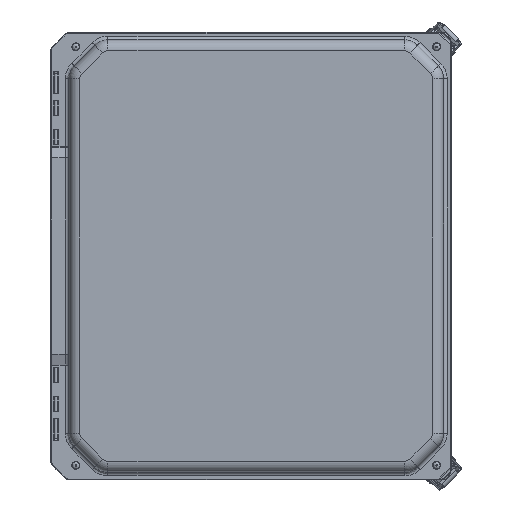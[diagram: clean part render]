
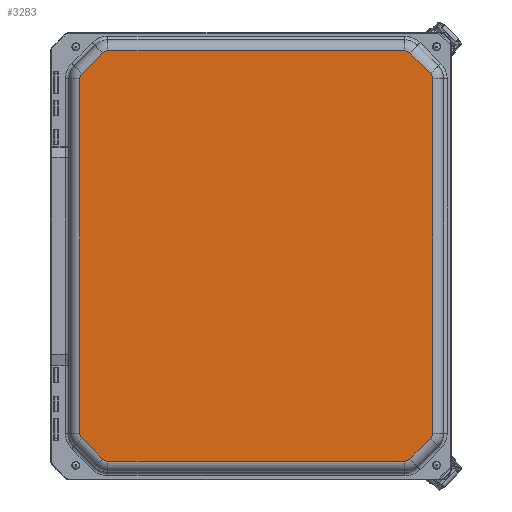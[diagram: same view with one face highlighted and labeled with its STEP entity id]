
A CAD part, top view. The second image highlights one B-rep face of the part: STEP entity #3283.
In plain terms, the highlighted planar face has unit normal (0, 0, 1).
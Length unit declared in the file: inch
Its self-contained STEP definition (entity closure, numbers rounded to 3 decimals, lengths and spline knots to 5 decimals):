
#4 = AXIS2_PLACEMENT_3D ( 'NONE', #94653, #115349, #63279 ) ;
#426 = CARTESIAN_POINT ( 'NONE',  ( -5.13406, 6.8515, 8.343 ) ) ;
#593 = ORIENTED_EDGE ( 'NONE', *, *, #1874, .T. ) ;
#1874 = EDGE_CURVE ( 'NONE', #3485, #117131, #79134, .T. ) ;
#2384 = VECTOR ( 'NONE', #58052, 39.37008 ) ;
#2682 = CARTESIAN_POINT ( 'NONE',  ( 0., 0., 8.343 ) ) ;
#2909 = DIRECTION ( 'NONE',  ( 0., 0., 1. ) ) ;
#3283 = ADVANCED_FACE ( 'NONE', ( #106459 ), #113820, .T. ) ;
#3485 = VERTEX_POINT ( 'NONE', #46179 ) ;
#3704 = DIRECTION ( 'NONE',  ( -1., 0., 0. ) ) ;
#4316 = CIRCLE ( 'NONE', #78884, 0.25386 ) ;
#4661 = CARTESIAN_POINT ( 'NONE',  ( 5.13406, -7.10536, 8.343 ) ) ;
#5406 = CARTESIAN_POINT ( 'NONE',  ( 6.03, 6.31456, 8.343 ) ) ;
#9874 = CARTESIAN_POINT ( 'NONE',  ( 5.13406, -6.8515, 8.343 ) ) ;
#10003 = DIRECTION ( 'NONE',  ( 0., 0., 1. ) ) ;
#11238 = ORIENTED_EDGE ( 'NONE', *, *, #81549, .T. ) ;
#13361 = EDGE_CURVE ( 'NONE', #83703, #66502, #111458, .T. ) ;
#13819 = CARTESIAN_POINT ( 'NONE',  ( -5.8505, -6.13506, 8.343 ) ) ;
#15136 = EDGE_CURVE ( 'NONE', #99590, #65455, #113660, .T. ) ;
#15810 = DIRECTION ( 'NONE',  ( -0.707, 0.707, 0. ) ) ;
#16424 = VERTEX_POINT ( 'NONE', #123628 ) ;
#17205 = CARTESIAN_POINT ( 'NONE',  ( -6.10436, 0., 8.343 ) ) ;
#17711 = EDGE_CURVE ( 'NONE', #50220, #60767, #4316, .T. ) ;
#18406 = VERTEX_POINT ( 'NONE', #109099 ) ;
#18567 = LINE ( 'NONE', #70222, #98127 ) ;
#22296 = LINE ( 'NONE', #98645, #129239 ) ;
#23810 = DIRECTION ( 'NONE',  ( -0.707, -0.707, 0. ) ) ;
#23931 = AXIS2_PLACEMENT_3D ( 'NONE', #9874, #62049, #71610 ) ;
#23958 = DIRECTION ( 'NONE',  ( 0., 0., 1. ) ) ;
#24087 = CARTESIAN_POINT ( 'NONE',  ( 0., 7.10536, 8.343 ) ) ;
#26437 = VECTOR ( 'NONE', #53520, 39.37008 ) ;
#27136 = CARTESIAN_POINT ( 'NONE',  ( 5.8505, -6.13506, 8.343 ) ) ;
#27399 = AXIS2_PLACEMENT_3D ( 'NONE', #116450, #126858, #64861 ) ;
#27795 = ORIENTED_EDGE ( 'NONE', *, *, #28332, .T. ) ;
#28331 = EDGE_LOOP ( 'NONE', ( #87980, #83556, #58083, #38080, #121754, #11238, #66778, #88927, #111113, #60135, #102685, #134232, #37729, #40733, #593, #27795 ) ) ;
#28332 = EDGE_CURVE ( 'NONE', #117131, #50220, #86792, .T. ) ;
#28579 = EDGE_CURVE ( 'NONE', #65455, #127182, #59133, .T. ) ;
#29713 = VERTEX_POINT ( 'NONE', #4661 ) ;
#29895 = VECTOR ( 'NONE', #23810, 39.37008 ) ;
#31264 = CARTESIAN_POINT ( 'NONE',  ( 5.13406, 7.10536, 8.343 ) ) ;
#31488 = CARTESIAN_POINT ( 'NONE',  ( -6.10436, -6.13506, 8.343 ) ) ;
#35682 = DIRECTION ( 'NONE',  ( 0., -1., 0. ) ) ;
#37729 = ORIENTED_EDGE ( 'NONE', *, *, #28579, .T. ) ;
#38080 = ORIENTED_EDGE ( 'NONE', *, *, #96678, .T. ) ;
#40733 = ORIENTED_EDGE ( 'NONE', *, *, #90156, .T. ) ;
#42498 = CIRCLE ( 'NONE', #57694, 0.25386 ) ;
#44300 = DIRECTION ( 'NONE',  ( 0., -1., 0. ) ) ;
#46179 = CARTESIAN_POINT ( 'NONE',  ( -6.03, 6.31456, 8.343 ) ) ;
#47251 = CARTESIAN_POINT ( 'NONE',  ( -6.10436, 6.13506, 8.343 ) ) ;
#50220 = VERTEX_POINT ( 'NONE', #31488 ) ;
#50856 = LINE ( 'NONE', #5406, #118899 ) ;
#51088 = AXIS2_PLACEMENT_3D ( 'NONE', #27136, #104207, #44300 ) ;
#51985 = CIRCLE ( 'NONE', #23931, 0.25386 ) ;
#53520 = DIRECTION ( 'NONE',  ( 1., 0., 0. ) ) ;
#55260 = CARTESIAN_POINT ( 'NONE',  ( -5.13406, -6.8515, 8.343 ) ) ;
#57694 = AXIS2_PLACEMENT_3D ( 'NONE', #102535, #10003, #113351 ) ;
#58052 = DIRECTION ( 'NONE',  ( 0., -1., 0. ) ) ;
#58083 = ORIENTED_EDGE ( 'NONE', *, *, #59006, .T. ) ;
#58827 = EDGE_CURVE ( 'NONE', #69497, #62803, #50856, .T. ) ;
#59006 = EDGE_CURVE ( 'NONE', #69721, #92198, #99385, .T. ) ;
#59133 = CIRCLE ( 'NONE', #75366, 0.25386 ) ;
#60135 = ORIENTED_EDGE ( 'NONE', *, *, #58827, .T. ) ;
#60767 = VERTEX_POINT ( 'NONE', #122277 ) ;
#61739 = LINE ( 'NONE', #115831, #29895 ) ;
#62049 = DIRECTION ( 'NONE',  ( 0., 0., 1. ) ) ;
#62416 = EDGE_CURVE ( 'NONE', #60767, #69721, #109722, .T. ) ;
#62803 = VERTEX_POINT ( 'NONE', #119758 ) ;
#63279 = DIRECTION ( 'NONE',  ( 1., 0., 0. ) ) ;
#64335 = CARTESIAN_POINT ( 'NONE',  ( 0., -7.10536, 8.343 ) ) ;
#64861 = DIRECTION ( 'NONE',  ( 0., -1., 0. ) ) ;
#65209 = EDGE_CURVE ( 'NONE', #62803, #99590, #108864, .T. ) ;
#65455 = VERTEX_POINT ( 'NONE', #94299 ) ;
#66007 = DIRECTION ( 'NONE',  ( 0., 1., 0. ) ) ;
#66502 = VERTEX_POINT ( 'NONE', #79625 ) ;
#66778 = ORIENTED_EDGE ( 'NONE', *, *, #13361, .T. ) ;
#69497 = VERTEX_POINT ( 'NONE', #119954 ) ;
#69721 = VERTEX_POINT ( 'NONE', #73770 ) ;
#70222 = CARTESIAN_POINT ( 'NONE',  ( 5.31356, -7.031, 8.343 ) ) ;
#71466 = DIRECTION ( 'NONE',  ( 0.707, -0.707, 0. ) ) ;
#71610 = DIRECTION ( 'NONE',  ( 0., -1., 0. ) ) ;
#73770 = CARTESIAN_POINT ( 'NONE',  ( -5.31356, -7.031, 8.343 ) ) ;
#73993 = VECTOR ( 'NONE', #71466, 39.37008 ) ;
#75067 = DIRECTION ( 'NONE',  ( 1., 0., 0. ) ) ;
#75366 = AXIS2_PLACEMENT_3D ( 'NONE', #426, #94328, #124064 ) ;
#78884 = AXIS2_PLACEMENT_3D ( 'NONE', #13819, #2909, #75067 ) ;
#79134 = CIRCLE ( 'NONE', #4, 0.25386 ) ;
#79625 = CARTESIAN_POINT ( 'NONE',  ( 6.10436, -6.13506, 8.343 ) ) ;
#81234 = VECTOR ( 'NONE', #3704, 39.37008 ) ;
#81549 = EDGE_CURVE ( 'NONE', #18406, #83703, #18567, .T. ) ;
#83556 = ORIENTED_EDGE ( 'NONE', *, *, #62416, .T. ) ;
#83703 = VERTEX_POINT ( 'NONE', #96890 ) ;
#84431 = DIRECTION ( 'NONE',  ( 1., 0., 0. ) ) ;
#84480 = AXIS2_PLACEMENT_3D ( 'NONE', #2682, #23958, #84431 ) ;
#86792 = LINE ( 'NONE', #17205, #2384 ) ;
#87980 = ORIENTED_EDGE ( 'NONE', *, *, #17711, .T. ) ;
#88927 = ORIENTED_EDGE ( 'NONE', *, *, #90282, .T. ) ;
#90156 = EDGE_CURVE ( 'NONE', #127182, #3485, #61739, .T. ) ;
#90211 = CARTESIAN_POINT ( 'NONE',  ( -5.13406, -7.10536, 8.343 ) ) ;
#90282 = EDGE_CURVE ( 'NONE', #66502, #16424, #22296, .T. ) ;
#92198 = VERTEX_POINT ( 'NONE', #90211 ) ;
#94299 = CARTESIAN_POINT ( 'NONE',  ( -5.13406, 7.10536, 8.343 ) ) ;
#94328 = DIRECTION ( 'NONE',  ( 0., 0., 1. ) ) ;
#94653 = CARTESIAN_POINT ( 'NONE',  ( -5.8505, 6.13506, 8.343 ) ) ;
#96678 = EDGE_CURVE ( 'NONE', #92198, #29713, #130131, .T. ) ;
#96890 = CARTESIAN_POINT ( 'NONE',  ( 6.03, -6.31456, 8.343 ) ) ;
#98127 = VECTOR ( 'NONE', #133510, 39.37008 ) ;
#98645 = CARTESIAN_POINT ( 'NONE',  ( 6.10436, 0., 8.343 ) ) ;
#99385 = CIRCLE ( 'NONE', #106169, 0.25386 ) ;
#99590 = VERTEX_POINT ( 'NONE', #31264 ) ;
#102535 = CARTESIAN_POINT ( 'NONE',  ( 5.8505, 6.13506, 8.343 ) ) ;
#102685 = ORIENTED_EDGE ( 'NONE', *, *, #65209, .T. ) ;
#102729 = CARTESIAN_POINT ( 'NONE',  ( -6.03, -6.31456, 8.343 ) ) ;
#104207 = DIRECTION ( 'NONE',  ( 0., 0., 1. ) ) ;
#106169 = AXIS2_PLACEMENT_3D ( 'NONE', #55260, #107331, #35682 ) ;
#106459 = FACE_OUTER_BOUND ( 'NONE', #28331, .T. ) ;
#107331 = DIRECTION ( 'NONE',  ( 0., 0., 1. ) ) ;
#108864 = CIRCLE ( 'NONE', #27399, 0.25386 ) ;
#109099 = CARTESIAN_POINT ( 'NONE',  ( 5.31356, -7.031, 8.343 ) ) ;
#109722 = LINE ( 'NONE', #102729, #73993 ) ;
#111113 = ORIENTED_EDGE ( 'NONE', *, *, #133945, .T. ) ;
#111458 = CIRCLE ( 'NONE', #51088, 0.25386 ) ;
#113351 = DIRECTION ( 'NONE',  ( 1., 0., 0. ) ) ;
#113660 = LINE ( 'NONE', #24087, #81234 ) ;
#113820 = PLANE ( 'NONE',  #84480 ) ;
#115349 = DIRECTION ( 'NONE',  ( 0., 0., 1. ) ) ;
#115831 = CARTESIAN_POINT ( 'NONE',  ( -5.31356, 7.031, 8.343 ) ) ;
#116450 = CARTESIAN_POINT ( 'NONE',  ( 5.13406, 6.8515, 8.343 ) ) ;
#117131 = VERTEX_POINT ( 'NONE', #47251 ) ;
#117514 = CARTESIAN_POINT ( 'NONE',  ( -5.31356, 7.031, 8.343 ) ) ;
#118899 = VECTOR ( 'NONE', #15810, 39.37008 ) ;
#119709 = EDGE_CURVE ( 'NONE', #29713, #18406, #51985, .T. ) ;
#119758 = CARTESIAN_POINT ( 'NONE',  ( 5.31356, 7.031, 8.343 ) ) ;
#119954 = CARTESIAN_POINT ( 'NONE',  ( 6.03, 6.31456, 8.343 ) ) ;
#121754 = ORIENTED_EDGE ( 'NONE', *, *, #119709, .T. ) ;
#122277 = CARTESIAN_POINT ( 'NONE',  ( -6.03, -6.31456, 8.343 ) ) ;
#123628 = CARTESIAN_POINT ( 'NONE',  ( 6.10436, 6.13506, 8.343 ) ) ;
#124064 = DIRECTION ( 'NONE',  ( 1., 0., 0. ) ) ;
#126858 = DIRECTION ( 'NONE',  ( 0., 0., 1. ) ) ;
#127182 = VERTEX_POINT ( 'NONE', #117514 ) ;
#129239 = VECTOR ( 'NONE', #66007, 39.37008 ) ;
#130131 = LINE ( 'NONE', #64335, #26437 ) ;
#133510 = DIRECTION ( 'NONE',  ( 0.707, 0.707, 0. ) ) ;
#133945 = EDGE_CURVE ( 'NONE', #16424, #69497, #42498, .T. ) ;
#134232 = ORIENTED_EDGE ( 'NONE', *, *, #15136, .T. ) ;
